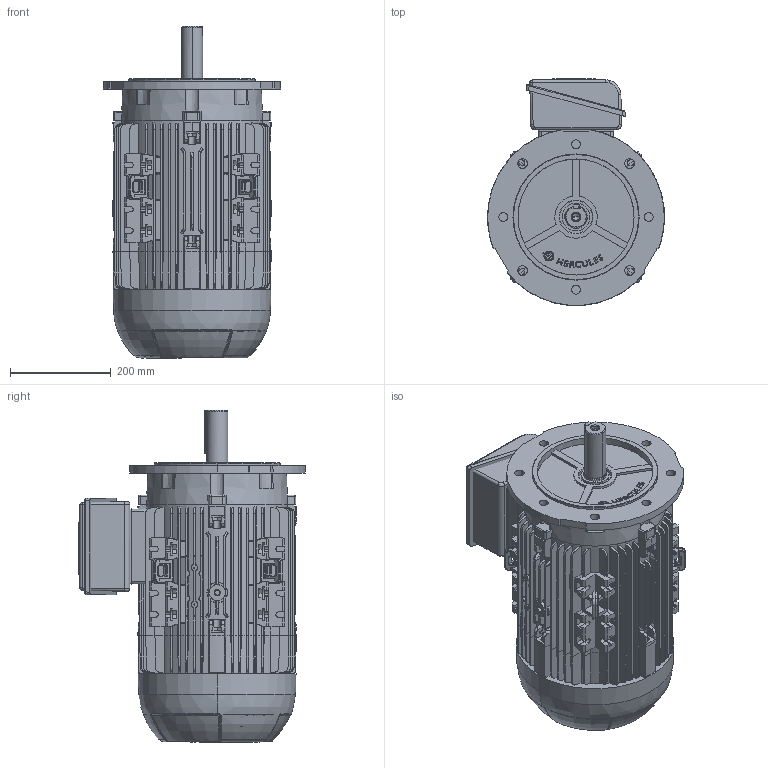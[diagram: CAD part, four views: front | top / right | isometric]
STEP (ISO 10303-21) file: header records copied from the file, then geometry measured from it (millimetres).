
FILE_DESCRIPTION (( 'STEP AP203' ), '1' );
FILE_NAME ('160L_SP_FF_TOP.STEP', '2022-07-23T11:12:28', ( '' ), ( '' ), 'SwSTEP 2.0', 'SolidWorks 2020', '' );
FILE_SCHEMA (( 'CONFIG_CONTROL_DESIGN' ));
Length unit declared in the file: millimetre
Products named in the file (9): 105006204-205_casca_50.5307.125 (L); 105030278_casca; 105006203_casca_Usinado; 105035274_casca_50.5307.118; 105033082_�40; 160L_SP_FF_TOP; Eixo IEC160 2P_casca_50.5342.002; 105032 DIN6885 AB - ABNT C_10.5032.049; 105006202_casca_USINADO
Assembly tree (8 placements, depth 2):
  160L_SP_FF_TOP
    Eixo IEC160 2P_casca_50.5342.002
    105033082_�40
    105030278_casca
    105032 DIN6885 AB - ABNT C_10.5032.049
    105035274_casca_50.5307.118
    105006204-205_casca_50.5307.125 (L)
    105006203_casca_Usinado
    105006202_casca_USINADO
Bounding box: 351.05 x 449.48 x 658 mm (x, y, z)
Volume: 40870889.1 mm3; surface area: 1795063.1 mm2
Topology: 8 solids, 11 shells, 3302 faces, 8856 edges, 5661 vertices
Faces by surface type: plane 1551, cylinder 963, bspline 401, cone 281, torus 99, sphere 7
Entity records: 120900 total; most frequent: CARTESIAN_POINT 44242, ORIENTED_EDGE 17696, DIRECTION 13543, EDGE_CURVE 8848, VERTEX_POINT 5661, VECTOR 4773, LINE 4773, AXIS2_PLACEMENT_3D 4385
